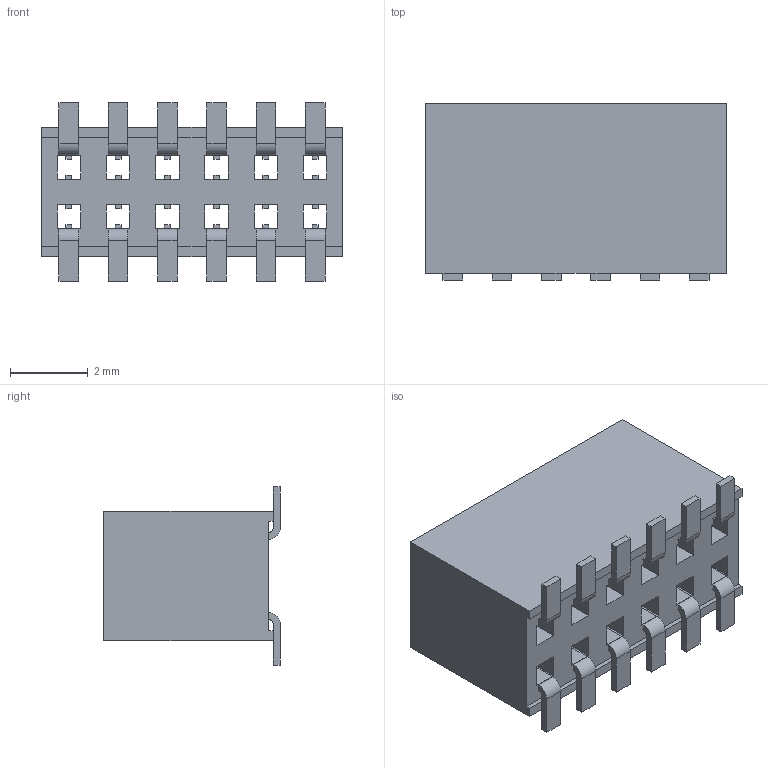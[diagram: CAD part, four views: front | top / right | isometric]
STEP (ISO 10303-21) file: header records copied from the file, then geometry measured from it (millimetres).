
FILE_DESCRIPTION( ( 'STEP AP214' ), ' ' );
FILE_NAME( 'FLE-106-01-G-DV.stp', '2018-07-05T21:56:18', ( '' ), ( '' ), ' ', 'PARTsolutions', ' ' );
FILE_SCHEMA( ( 'AUTOMOTIVE_DESIGN { 1 0 10303 214 1 1 1 1 }' ) );
Length unit declared in the file: inch
Products named in the file (3): FLE-106-01-G-DV; _FLE-106-01-DV_socket; _C-96-01-06-DV
Assembly tree (2 placements, depth 2):
  FLE-106-01-G-DV
    _FLE-106-01-DV_socket
    _C-96-01-06-DV
Bounding box: 7.73 x 4.55 x 4.59 mm (x, y, z)
Volume: 121.1 mm3; surface area: 519.7 mm2
Topology: 2 solids, 2 shells, 367 faces, 1026 edges, 668 vertices
Faces by surface type: plane 333, cylinder 34
Full cylindrical faces by diameter (mm): 0.381 x5, 0.508 x5
Entity records: 14600 total; most frequent: CARTESIAN_POINT 2054, ORIENTED_EDGE 2032, DIRECTION 1824, EDGE_CURVE 1016, LINE 948, VECTOR 948, VERTEX_POINT 668, EDGE_LOOP 440
